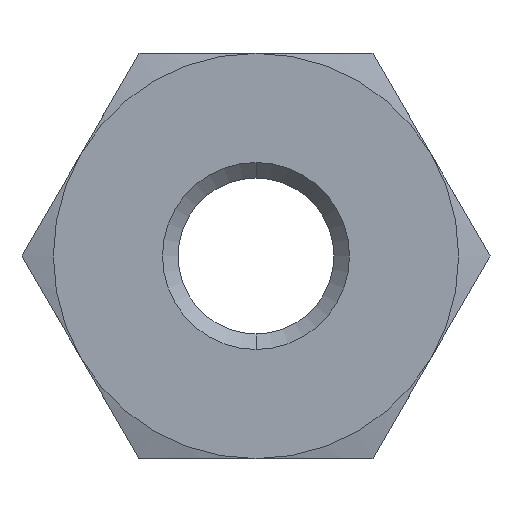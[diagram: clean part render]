
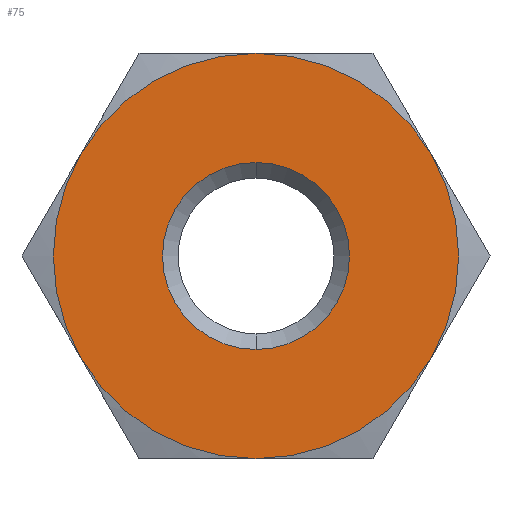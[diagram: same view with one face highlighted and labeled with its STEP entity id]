
A CAD part, front view. The second image highlights one B-rep face of the part: STEP entity #75.
In plain terms, the highlighted planar face has unit normal (0, -1, 0).
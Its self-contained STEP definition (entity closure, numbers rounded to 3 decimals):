
#75=ADVANCED_FACE('',(#162,#163),#164,.T.);
#162=FACE_BOUND('',#259,.T.);
#163=FACE_OUTER_BOUND('',#260,.T.);
#164=PLANE('',#261);
#259=EDGE_LOOP('',(#420,#421));
#260=EDGE_LOOP('',(#422,#423,#424,#425,#426,#427));
#261=AXIS2_PLACEMENT_3D('',#428,#429,#430);
#420=ORIENTED_EDGE('',*,*,#558,.T.);
#421=ORIENTED_EDGE('',*,*,#618,.T.);
#422=ORIENTED_EDGE('',*,*,#619,.T.);
#423=ORIENTED_EDGE('',*,*,#620,.T.);
#424=ORIENTED_EDGE('',*,*,#621,.T.);
#425=ORIENTED_EDGE('',*,*,#622,.T.);
#426=ORIENTED_EDGE('',*,*,#623,.T.);
#427=ORIENTED_EDGE('',*,*,#624,.T.);
#428=CARTESIAN_POINT('',(0.0,0.0,0.0));
#429=DIRECTION('',(0.0,-1.0,0.));
#430=DIRECTION('',(0.0,0.,-1.0));
#558=EDGE_CURVE('',#652,#650,#653,.T.);
#618=EDGE_CURVE('',#650,#652,#745,.T.);
#619=EDGE_CURVE('',#706,#696,#746,.T.);
#620=EDGE_CURVE('',#696,#686,#747,.T.);
#621=EDGE_CURVE('',#686,#733,#748,.T.);
#622=EDGE_CURVE('',#733,#726,#749,.T.);
#623=EDGE_CURVE('',#726,#716,#750,.T.);
#624=EDGE_CURVE('',#716,#706,#751,.T.);
#650=VERTEX_POINT('',#777);
#652=VERTEX_POINT('',#780);
#653=CIRCLE('',#781,3.0);
#686=VERTEX_POINT('',#829);
#696=VERTEX_POINT('',#854);
#706=VERTEX_POINT('',#879);
#716=VERTEX_POINT('',#902);
#726=VERTEX_POINT('',#927);
#733=VERTEX_POINT('',#948);
#745=CIRCLE('',#966,3.0);
#746=CIRCLE('',#967,6.5);
#747=CIRCLE('',#968,6.5);
#748=CIRCLE('',#969,6.5);
#749=CIRCLE('',#970,6.5);
#750=CIRCLE('',#971,6.5);
#751=CIRCLE('',#972,6.5);
#777=CARTESIAN_POINT('',(0.,0.,3.0));
#780=CARTESIAN_POINT('',(0.0,0.,-3.0));
#781=AXIS2_PLACEMENT_3D('',#998,#999,#1000);
#829=CARTESIAN_POINT('',(5.629,0.,-3.25));
#854=CARTESIAN_POINT('',(0.0,0.,-6.5));
#879=CARTESIAN_POINT('',(-5.629,0.,-3.25));
#902=CARTESIAN_POINT('',(-5.629,0.,3.25));
#927=CARTESIAN_POINT('',(0.,0.,6.5));
#948=CARTESIAN_POINT('',(5.629,0.,3.25));
#966=AXIS2_PLACEMENT_3D('',#1047,#1048,#1049);
#967=AXIS2_PLACEMENT_3D('',#1050,#1051,#1052);
#968=AXIS2_PLACEMENT_3D('',#1053,#1054,#1055);
#969=AXIS2_PLACEMENT_3D('',#1056,#1057,#1058);
#970=AXIS2_PLACEMENT_3D('',#1059,#1060,#1061);
#971=AXIS2_PLACEMENT_3D('',#1062,#1063,#1064);
#972=AXIS2_PLACEMENT_3D('',#1065,#1066,#1067);
#998=CARTESIAN_POINT('',(0.0,0.0,0.0));
#999=DIRECTION('',(0.0,1.0,0.));
#1000=DIRECTION('',(0.0,0.,-1.0));
#1047=CARTESIAN_POINT('',(0.0,0.0,0.0));
#1048=DIRECTION('',(0.0,1.0,0.));
#1049=DIRECTION('',(0.0,0.,-1.0));
#1050=CARTESIAN_POINT('',(0.0,0.0,0.0));
#1051=DIRECTION('',(0.0,-1.0,0.));
#1052=DIRECTION('',(0.0,0.,-1.0));
#1053=CARTESIAN_POINT('',(0.0,0.0,0.0));
#1054=DIRECTION('',(0.0,-1.0,0.));
#1055=DIRECTION('',(0.0,0.,-1.0));
#1056=CARTESIAN_POINT('',(0.0,0.0,0.0));
#1057=DIRECTION('',(0.0,-1.0,0.));
#1058=DIRECTION('',(0.0,0.,-1.0));
#1059=CARTESIAN_POINT('',(0.0,0.0,0.0));
#1060=DIRECTION('',(0.0,-1.0,0.));
#1061=DIRECTION('',(0.0,0.,-1.0));
#1062=CARTESIAN_POINT('',(0.0,0.0,0.0));
#1063=DIRECTION('',(0.0,-1.0,0.));
#1064=DIRECTION('',(0.0,0.,-1.0));
#1065=CARTESIAN_POINT('',(0.0,0.0,0.0));
#1066=DIRECTION('',(0.0,-1.0,0.));
#1067=DIRECTION('',(0.0,0.,-1.0));
